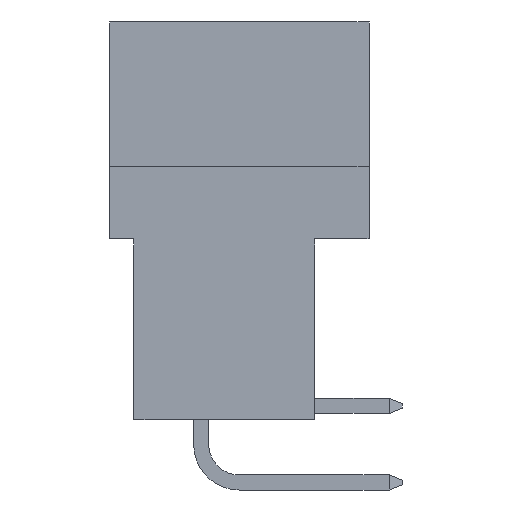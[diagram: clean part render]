
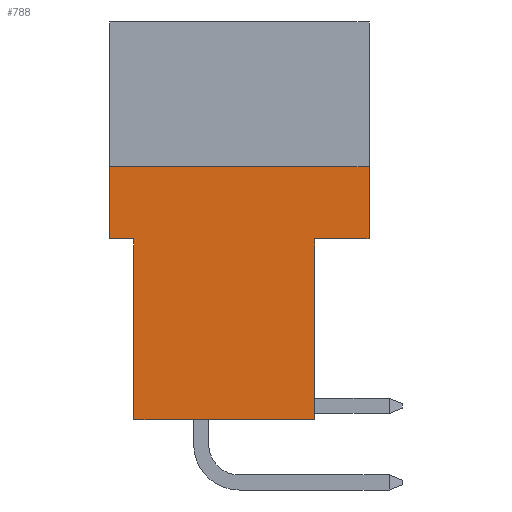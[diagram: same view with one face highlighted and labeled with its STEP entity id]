
A CAD part, left-side view. The second image highlights one B-rep face of the part: STEP entity #788.
In plain terms, the highlighted planar face has unit normal (-1, 0, 0).
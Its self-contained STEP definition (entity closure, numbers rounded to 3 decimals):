
#1 = VECTOR ( 'NONE', #4562, 1000. ) ;
#48 = LINE ( 'NONE', #3071, #459 ) ;
#180 = DIRECTION ( 'NONE',  ( -1., 0., 0. ) ) ;
#203 = DIRECTION ( 'NONE',  ( 0., 0., -1. ) ) ;
#331 = VECTOR ( 'NONE', #4516, 1000. ) ;
#459 = VECTOR ( 'NONE', #938, 1000. ) ;
#523 = VERTEX_POINT ( 'NONE', #2510 ) ;
#547 = VERTEX_POINT ( 'NONE', #727 ) ;
#603 = FACE_OUTER_BOUND ( 'NONE', #2870, .T. ) ;
#612 = VERTEX_POINT ( 'NONE', #1281 ) ;
#618 = EDGE_CURVE ( 'NONE', #1078, #547, #4257, .T. ) ;
#672 = DIRECTION ( 'NONE',  ( 0., 0., -1. ) ) ;
#727 = CARTESIAN_POINT ( 'NONE',  ( -19.02, -4.3, -4.8 ) ) ;
#763 = VERTEX_POINT ( 'NONE', #3595 ) ;
#788 = ADVANCED_FACE ( 'NONE', ( #603 ), #1499, .T. ) ;
#811 = EDGE_CURVE ( 'NONE', #2654, #1852, #3970, .T. ) ;
#938 = DIRECTION ( 'NONE',  ( 0., 0., 1. ) ) ;
#969 = CARTESIAN_POINT ( 'NONE',  ( -19.02, 4.3, -13.2 ) ) ;
#1078 = VERTEX_POINT ( 'NONE', #1896 ) ;
#1123 = EDGE_CURVE ( 'NONE', #1852, #763, #2879, .T. ) ;
#1180 = CARTESIAN_POINT ( 'NONE',  ( -19.02, 4.3, -13.2 ) ) ;
#1281 = CARTESIAN_POINT ( 'NONE',  ( -19.02, 3.5, -13.2 ) ) ;
#1360 = CARTESIAN_POINT ( 'NONE',  ( -19.02, 4.3, -4.8 ) ) ;
#1387 = VECTOR ( 'NONE', #3070, 1000. ) ;
#1434 = ORIENTED_EDGE ( 'NONE', *, *, #3352, .T. ) ;
#1436 = EDGE_CURVE ( 'NONE', #2654, #547, #48, .T. ) ;
#1467 = CARTESIAN_POINT ( 'NONE',  ( -19.02, -2.5, -7.2 ) ) ;
#1499 = PLANE ( 'NONE',  #3520 ) ;
#1589 = ORIENTED_EDGE ( 'NONE', *, *, #3656, .T. ) ;
#1619 = LINE ( 'NONE', #3212, #1 ) ;
#1826 = LINE ( 'NONE', #2227, #4827 ) ;
#1852 = VERTEX_POINT ( 'NONE', #1878 ) ;
#1878 = CARTESIAN_POINT ( 'NONE',  ( -19.02, -2.5, -7.2 ) ) ;
#1896 = CARTESIAN_POINT ( 'NONE',  ( -19.02, 4.3, -4.8 ) ) ;
#2165 = ORIENTED_EDGE ( 'NONE', *, *, #1436, .T. ) ;
#2227 = CARTESIAN_POINT ( 'NONE',  ( -19.02, 4.3, -7.2 ) ) ;
#2510 = CARTESIAN_POINT ( 'NONE',  ( -19.02, 4.3, -7.2 ) ) ;
#2654 = VERTEX_POINT ( 'NONE', #3778 ) ;
#2870 = EDGE_LOOP ( 'NONE', ( #3678, #3647, #2165, #3933, #3111, #5424, #1589, #1434 ) ) ;
#2879 = LINE ( 'NONE', #5011, #3247 ) ;
#3070 = DIRECTION ( 'NONE',  ( 0., -1., 0. ) ) ;
#3071 = CARTESIAN_POINT ( 'NONE',  ( -19.02, -4.3, -13.2 ) ) ;
#3111 = ORIENTED_EDGE ( 'NONE', *, *, #4283, .F. ) ;
#3212 = CARTESIAN_POINT ( 'NONE',  ( -19.02, 4.3, -13.2 ) ) ;
#3247 = VECTOR ( 'NONE', #672, 1000. ) ;
#3334 = LINE ( 'NONE', #1180, #331 ) ;
#3352 = EDGE_CURVE ( 'NONE', #612, #763, #1619, .T. ) ;
#3461 = LINE ( 'NONE', #5196, #4743 ) ;
#3520 = AXIS2_PLACEMENT_3D ( 'NONE', #969, #180, #4392 ) ;
#3540 = DIRECTION ( 'NONE',  ( 0., 1., 0. ) ) ;
#3567 = DIRECTION ( 'NONE',  ( 0., 1., 0. ) ) ;
#3595 = CARTESIAN_POINT ( 'NONE',  ( -19.02, -2.5, -13.2 ) ) ;
#3612 = VECTOR ( 'NONE', #3540, 1000. ) ;
#3647 = ORIENTED_EDGE ( 'NONE', *, *, #811, .F. ) ;
#3656 = EDGE_CURVE ( 'NONE', #5372, #612, #3461, .T. ) ;
#3678 = ORIENTED_EDGE ( 'NONE', *, *, #1123, .F. ) ;
#3778 = CARTESIAN_POINT ( 'NONE',  ( -19.02, -4.3, -7.2 ) ) ;
#3933 = ORIENTED_EDGE ( 'NONE', *, *, #618, .F. ) ;
#3970 = LINE ( 'NONE', #1467, #3612 ) ;
#4257 = LINE ( 'NONE', #1360, #1387 ) ;
#4283 = EDGE_CURVE ( 'NONE', #523, #1078, #3334, .T. ) ;
#4392 = DIRECTION ( 'NONE',  ( 0., 0., 1. ) ) ;
#4516 = DIRECTION ( 'NONE',  ( 0., 0., 1. ) ) ;
#4518 = CARTESIAN_POINT ( 'NONE',  ( -19.02, 3.5, -7.2 ) ) ;
#4562 = DIRECTION ( 'NONE',  ( 0., -1., 0. ) ) ;
#4743 = VECTOR ( 'NONE', #203, 1000. ) ;
#4827 = VECTOR ( 'NONE', #3567, 1000. ) ;
#5011 = CARTESIAN_POINT ( 'NONE',  ( -19.02, -2.5, -7.2 ) ) ;
#5099 = EDGE_CURVE ( 'NONE', #5372, #523, #1826, .T. ) ;
#5196 = CARTESIAN_POINT ( 'NONE',  ( -19.02, 3.5, -7.2 ) ) ;
#5372 = VERTEX_POINT ( 'NONE', #4518 ) ;
#5424 = ORIENTED_EDGE ( 'NONE', *, *, #5099, .F. ) ;
